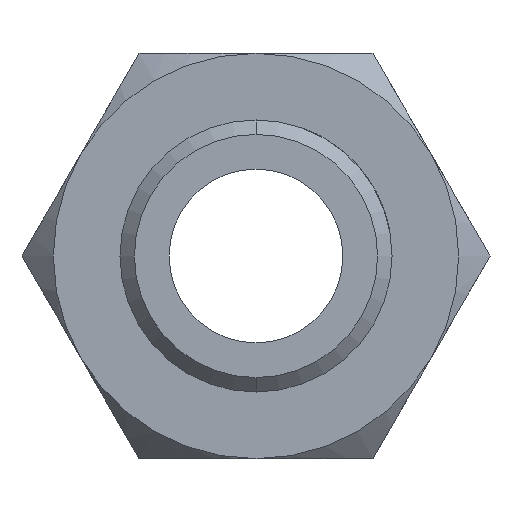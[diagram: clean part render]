
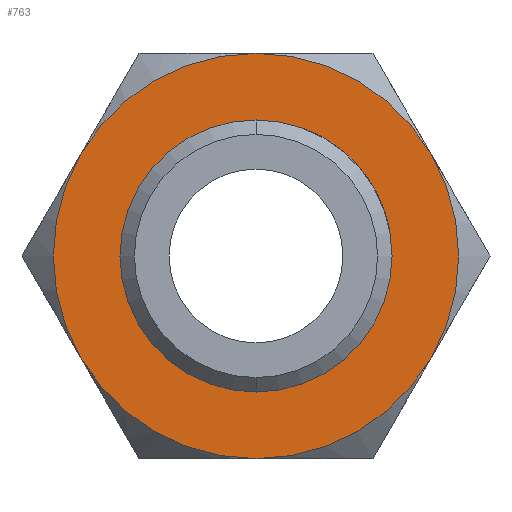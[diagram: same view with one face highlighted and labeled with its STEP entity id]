
A CAD part, left-side view. The second image highlights one B-rep face of the part: STEP entity #763.
In plain terms, the highlighted planar face has unit normal (-1, 0, 0).
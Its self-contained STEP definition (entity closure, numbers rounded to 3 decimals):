
#152 = ORIENTED_EDGE ( 'NONE', *, *, #4162, .F. ) ;
#281 = ORIENTED_EDGE ( 'NONE', *, *, #3052, .T. ) ;
#374 = DIRECTION ( 'NONE',  ( 0., 0., -1. ) ) ;
#459 = AXIS2_PLACEMENT_3D ( 'NONE', #3643, #3734, #1200 ) ;
#527 = CARTESIAN_POINT ( 'NONE',  ( 10., -6.062, 3.5 ) ) ;
#638 = FACE_OUTER_BOUND ( 'NONE', #647, .T. ) ;
#647 = EDGE_LOOP ( 'NONE', ( #4782, #3883, #3795, #4492, #281, #152 ) ) ;
#701 = DIRECTION ( 'NONE',  ( 0., 0., -1. ) ) ;
#723 = CARTESIAN_POINT ( 'NONE',  ( 10., -6.062, -3.5 ) ) ;
#739 = CIRCLE ( 'NONE', #4211, 7. ) ;
#763 = ADVANCED_FACE ( 'NONE', ( #4375, #638 ), #3476, .F. ) ;
#792 = DIRECTION ( 'NONE',  ( 1., 0., 0. ) ) ;
#810 = CARTESIAN_POINT ( 'NONE',  ( 10., 0., 4.7 ) ) ;
#817 = AXIS2_PLACEMENT_3D ( 'NONE', #2686, #1920, #1408 ) ;
#867 = CARTESIAN_POINT ( 'NONE',  ( 10., 0., 0. ) ) ;
#911 = VERTEX_POINT ( 'NONE', #723 ) ;
#927 = EDGE_CURVE ( 'NONE', #3440, #3229, #3945, .T. ) ;
#939 = VERTEX_POINT ( 'NONE', #810 ) ;
#1090 = CARTESIAN_POINT ( 'NONE',  ( 10., 0., 0. ) ) ;
#1185 = DIRECTION ( 'NONE',  ( 0., 0., -1. ) ) ;
#1192 = CARTESIAN_POINT ( 'NONE',  ( 10., 0., 0. ) ) ;
#1200 = DIRECTION ( 'NONE',  ( 0., 0., -1. ) ) ;
#1201 = EDGE_LOOP ( 'NONE', ( #1782, #2554 ) ) ;
#1408 = DIRECTION ( 'NONE',  ( 0., 0., -1. ) ) ;
#1441 = AXIS2_PLACEMENT_3D ( 'NONE', #867, #1687, #2544 ) ;
#1519 = AXIS2_PLACEMENT_3D ( 'NONE', #1192, #3291, #4101 ) ;
#1632 = CIRCLE ( 'NONE', #5093, 7. ) ;
#1687 = DIRECTION ( 'NONE',  ( -1., 0., 0. ) ) ;
#1782 = ORIENTED_EDGE ( 'NONE', *, *, #3735, .F. ) ;
#1850 = CARTESIAN_POINT ( 'NONE',  ( 10., 0., -7. ) ) ;
#1859 = VERTEX_POINT ( 'NONE', #3493 ) ;
#1920 = DIRECTION ( 'NONE',  ( 1., 0., 0. ) ) ;
#2089 = CARTESIAN_POINT ( 'NONE',  ( 10., 0., 0. ) ) ;
#2395 = CIRCLE ( 'NONE', #1441, 4.7 ) ;
#2449 = CARTESIAN_POINT ( 'NONE',  ( 10., 6.062, 3.5 ) ) ;
#2528 = VERTEX_POINT ( 'NONE', #2449 ) ;
#2544 = DIRECTION ( 'NONE',  ( 0., 0., 1. ) ) ;
#2554 = ORIENTED_EDGE ( 'NONE', *, *, #4925, .F. ) ;
#2557 = AXIS2_PLACEMENT_3D ( 'NONE', #2089, #4549, #374 ) ;
#2686 = CARTESIAN_POINT ( 'NONE',  ( 10., 0., 0. ) ) ;
#2690 = CARTESIAN_POINT ( 'NONE',  ( 10., 0., 0. ) ) ;
#2892 = CARTESIAN_POINT ( 'NONE',  ( 10., 0., 0. ) ) ;
#3052 = EDGE_CURVE ( 'NONE', #3440, #2528, #739, .T. ) ;
#3079 = DIRECTION ( 'NONE',  ( -1., 0., 0. ) ) ;
#3093 = CIRCLE ( 'NONE', #3780, 7. ) ;
#3135 = CARTESIAN_POINT ( 'NONE',  ( 10., 6.062, -3.5 ) ) ;
#3162 = DIRECTION ( 'NONE',  ( 1., 0., 0. ) ) ;
#3185 = VERTEX_POINT ( 'NONE', #3135 ) ;
#3199 = EDGE_CURVE ( 'NONE', #3229, #911, #5355, .T. ) ;
#3229 = VERTEX_POINT ( 'NONE', #527 ) ;
#3291 = DIRECTION ( 'NONE',  ( -1., 0., 0. ) ) ;
#3389 = EDGE_CURVE ( 'NONE', #3934, #3185, #3093, .T. ) ;
#3440 = VERTEX_POINT ( 'NONE', #4180 ) ;
#3476 = PLANE ( 'NONE',  #817 ) ;
#3493 = CARTESIAN_POINT ( 'NONE',  ( 10., 0., -4.7 ) ) ;
#3629 = CARTESIAN_POINT ( 'NONE',  ( 10., 0., 0. ) ) ;
#3643 = CARTESIAN_POINT ( 'NONE',  ( 10., 0., 0. ) ) ;
#3672 = DIRECTION ( 'NONE',  ( 0., 0., -1. ) ) ;
#3734 = DIRECTION ( 'NONE',  ( 1., 0., 0. ) ) ;
#3735 = EDGE_CURVE ( 'NONE', #939, #1859, #3865, .T. ) ;
#3780 = AXIS2_PLACEMENT_3D ( 'NONE', #2892, #4544, #3672 ) ;
#3795 = ORIENTED_EDGE ( 'NONE', *, *, #3199, .F. ) ;
#3865 = CIRCLE ( 'NONE', #1519, 4.7 ) ;
#3883 = ORIENTED_EDGE ( 'NONE', *, *, #5353, .F. ) ;
#3934 = VERTEX_POINT ( 'NONE', #1850 ) ;
#3945 = CIRCLE ( 'NONE', #459, 7. ) ;
#4101 = DIRECTION ( 'NONE',  ( 0., 0., 1. ) ) ;
#4162 = EDGE_CURVE ( 'NONE', #3185, #2528, #4489, .T. ) ;
#4180 = CARTESIAN_POINT ( 'NONE',  ( 10., 0., 7. ) ) ;
#4211 = AXIS2_PLACEMENT_3D ( 'NONE', #2690, #3079, #5137 ) ;
#4375 = FACE_BOUND ( 'NONE', #1201, .T. ) ;
#4489 = CIRCLE ( 'NONE', #5010, 7. ) ;
#4492 = ORIENTED_EDGE ( 'NONE', *, *, #927, .F. ) ;
#4544 = DIRECTION ( 'NONE',  ( 1., 0., 0. ) ) ;
#4549 = DIRECTION ( 'NONE',  ( 1., 0., 0. ) ) ;
#4782 = ORIENTED_EDGE ( 'NONE', *, *, #3389, .F. ) ;
#4925 = EDGE_CURVE ( 'NONE', #1859, #939, #2395, .T. ) ;
#5010 = AXIS2_PLACEMENT_3D ( 'NONE', #1090, #3162, #701 ) ;
#5093 = AXIS2_PLACEMENT_3D ( 'NONE', #3629, #792, #1185 ) ;
#5137 = DIRECTION ( 'NONE',  ( 0., 0., 1. ) ) ;
#5353 = EDGE_CURVE ( 'NONE', #911, #3934, #1632, .T. ) ;
#5355 = CIRCLE ( 'NONE', #2557, 7. ) ;
